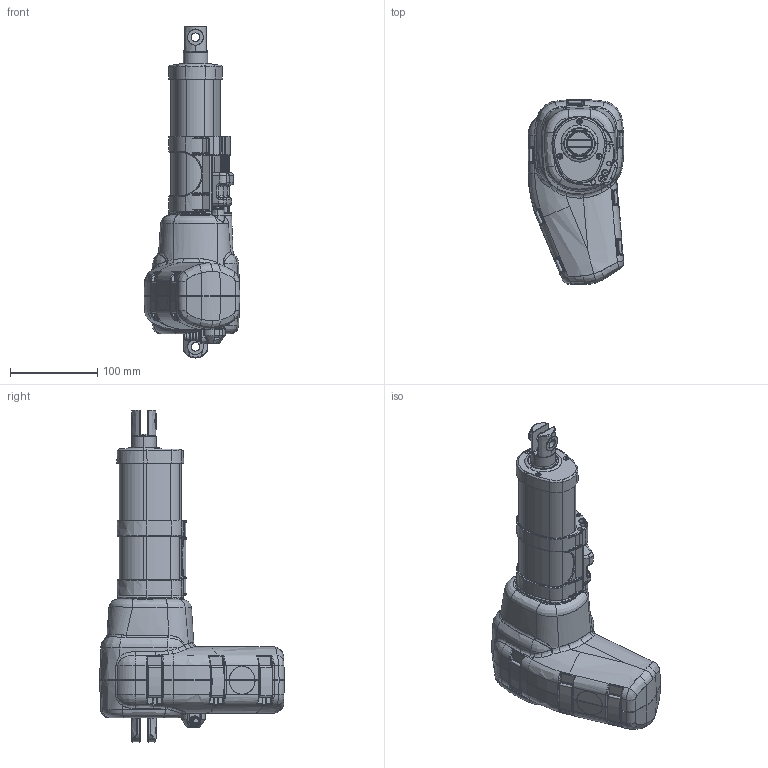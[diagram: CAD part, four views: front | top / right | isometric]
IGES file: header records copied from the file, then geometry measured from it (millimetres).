
Start section: SolidWorks IGES file using analytic representation for surfaces
Global section: file name: Gigamat QR.IGS; native system: SolidWorks 2012; preprocessor: SolidWorks 2012; author: CKuhn; date: 130625.153500; units: millimetre
Bounding box: 109.94 x 212.44 x 381.46 mm (x, y, z)
Surface area: 177916.7 mm2 (no closed solid volume)
Topology: 0 solids, 0 shells, 2564 faces, 23652 edges, 23608 vertices
Faces by surface type: bspline 1662, revolution 902
